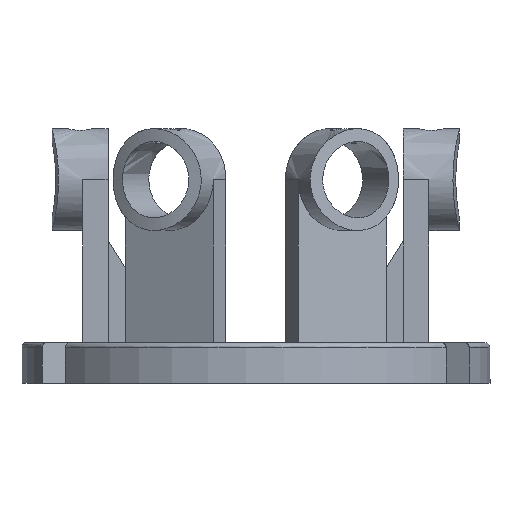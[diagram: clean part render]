
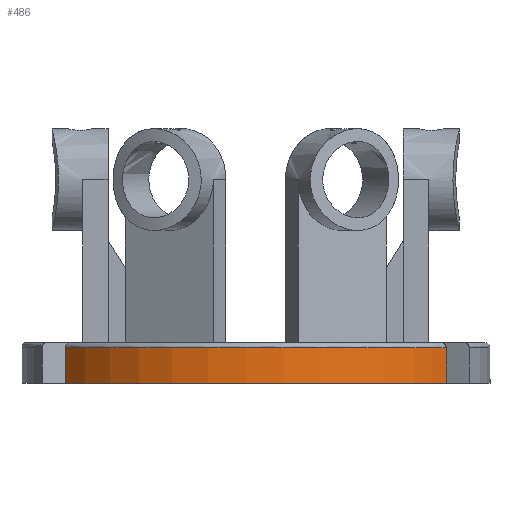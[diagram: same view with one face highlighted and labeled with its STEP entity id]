
A CAD part, left-side view. The second image highlights one B-rep face of the part: STEP entity #486.
In plain terms, the highlighted free-form (B-spline) face has degree [2, 1] with [3, 2] control points.
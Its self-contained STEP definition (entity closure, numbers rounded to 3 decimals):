
#87 = VERTEX_POINT('',#88);
#88 = CARTESIAN_POINT('',(-31.735,44.305,0.));
#93 = EDGE_CURVE('',#87,#94,#96,.T.);
#94 = VERTEX_POINT('',#95);
#95 = CARTESIAN_POINT('',(-31.735,-44.305,0.));
#96 = ( BOUNDED_CURVE() B_SPLINE_CURVE(2,(#97,#98,#99),.UNSPECIFIED.,.F.
,.F.) B_SPLINE_CURVE_WITH_KNOTS((3,3),(2.192,4.091),
.PIECEWISE_BEZIER_KNOTS.) CURVE() GEOMETRIC_REPRESENTATION_ITEM() 
RATIONAL_B_SPLINE_CURVE((1.,0.582,1.)) REPRESENTATION_ITEM('') 
  );
#97 = CARTESIAN_POINT('',(-31.735,44.305,0.));
#98 = CARTESIAN_POINT('',(-93.588,0.,0.));
#99 = CARTESIAN_POINT('',(-31.735,-44.305,0.));
#455 = VERTEX_POINT('',#456);
#456 = CARTESIAN_POINT('',(-31.735,-44.305,8.293
    ));
#477 = EDGE_CURVE('',#455,#94,#478,.T.);
#478 = B_SPLINE_CURVE_WITH_KNOTS('',1,(#479,#480),.UNSPECIFIED.,.F.,.F.,
  (2,2),(-7.,-0.),.PIECEWISE_BEZIER_KNOTS.);
#479 = CARTESIAN_POINT('',(-31.735,-44.305,8.293
    ));
#480 = CARTESIAN_POINT('',(-31.735,-44.305,0.));
#486 = ADVANCED_FACE('',(#487),#504,.T.);
#487 = FACE_BOUND('',#488,.T.);
#488 = EDGE_LOOP('',(#489,#490,#498,#503));
#489 = ORIENTED_EDGE('',*,*,#477,.F.);
#490 = ORIENTED_EDGE('',*,*,#491,.F.);
#491 = EDGE_CURVE('',#492,#455,#494,.T.);
#492 = VERTEX_POINT('',#493);
#493 = CARTESIAN_POINT('',(-31.735,44.305,8.293
    ));
#494 = ( BOUNDED_CURVE() B_SPLINE_CURVE(2,(#495,#496,#497),
.UNSPECIFIED.,.F.,.F.) B_SPLINE_CURVE_WITH_KNOTS((3,3),(2.192,
4.091),.PIECEWISE_BEZIER_KNOTS.) CURVE() 
GEOMETRIC_REPRESENTATION_ITEM() RATIONAL_B_SPLINE_CURVE((1.,
0.582,1.)) REPRESENTATION_ITEM('') );
#495 = CARTESIAN_POINT('',(-31.735,44.305,8.293
    ));
#496 = CARTESIAN_POINT('',(-93.588,0.,
    8.293));
#497 = CARTESIAN_POINT('',(-31.735,-44.305,8.293
    ));
#498 = ORIENTED_EDGE('',*,*,#499,.T.);
#499 = EDGE_CURVE('',#492,#87,#500,.T.);
#500 = B_SPLINE_CURVE_WITH_KNOTS('',1,(#501,#502),.UNSPECIFIED.,.F.,.F.,
  (2,2),(-7.,0.),.PIECEWISE_BEZIER_KNOTS.);
#501 = CARTESIAN_POINT('',(-31.735,44.305,8.293
    ));
#502 = CARTESIAN_POINT('',(-31.735,44.305,0.));
#503 = ORIENTED_EDGE('',*,*,#93,.T.);
#504 = ( BOUNDED_SURFACE() B_SPLINE_SURFACE(2,1,(
    (#505,#506)
    ,(#507,#508)
,(#509,#510
    )),.UNSPECIFIED.,.F.,.F.,.F.) B_SPLINE_SURFACE_WITH_KNOTS((3,3),(2,2
    ),(2.192,4.091),(-7.,0.),
.PIECEWISE_BEZIER_KNOTS.) GEOMETRIC_REPRESENTATION_ITEM() 
RATIONAL_B_SPLINE_SURFACE((
    (1.,1.)
    ,(0.582,0.582)
,(1.,1.))) REPRESENTATION_ITEM('') SURFACE() );
#505 = CARTESIAN_POINT('',(-31.735,-44.305,8.293
    ));
#506 = CARTESIAN_POINT('',(-31.735,-44.305,0.));
#507 = CARTESIAN_POINT('',(-93.588,0.,
    8.293));
#508 = CARTESIAN_POINT('',(-93.588,0.,0.));
#509 = CARTESIAN_POINT('',(-31.735,44.305,8.293
    ));
#510 = CARTESIAN_POINT('',(-31.735,44.305,0.));
